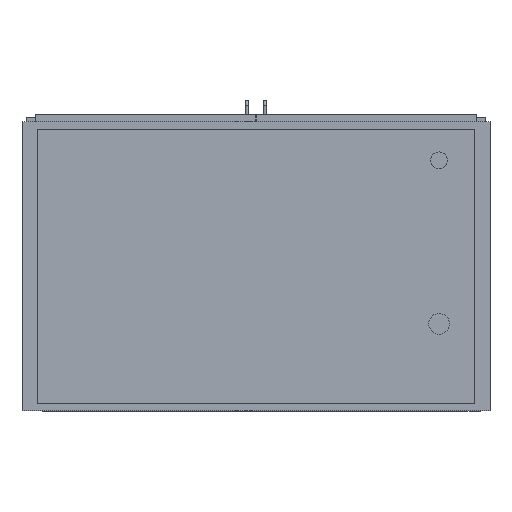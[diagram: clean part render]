
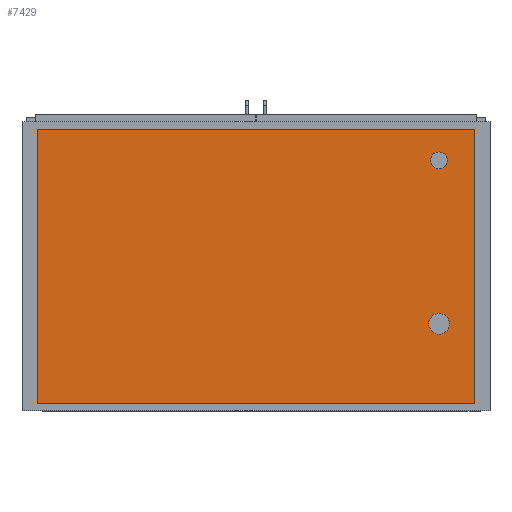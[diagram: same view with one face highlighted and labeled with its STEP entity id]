
A CAD part, front view. The second image highlights one B-rep face of the part: STEP entity #7429.
In plain terms, the highlighted planar face has unit normal (0, -1, 0).
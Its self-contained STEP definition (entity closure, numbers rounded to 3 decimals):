
#100=FACE_BOUND('',#981,.T.);
#101=FACE_BOUND('',#982,.T.);
#133=PLANE('',#7944);
#531=FACE_OUTER_BOUND('',#980,.T.);
#980=EDGE_LOOP('',(#5289,#5290,#5291,#5292));
#981=EDGE_LOOP('',(#5293));
#982=EDGE_LOOP('',(#5294));
#1451=LINE('',#10601,#2409);
#1454=LINE('',#10607,#2412);
#1457=LINE('',#10613,#2415);
#1460=LINE('',#10617,#2418);
#2409=VECTOR('',#8528,10.);
#2412=VECTOR('',#8533,10.);
#2415=VECTOR('',#8538,10.);
#2418=VECTOR('',#8543,10.);
#3352=CIRCLE('',#7928,20.);
#3354=CIRCLE('',#7932,25.);
#3460=VERTEX_POINT('',#10558);
#3462=VERTEX_POINT('',#10565);
#3473=VERTEX_POINT('',#10598);
#3474=VERTEX_POINT('',#10600);
#3476=VERTEX_POINT('',#10606);
#3478=VERTEX_POINT('',#10612);
#4171=EDGE_CURVE('',#3460,#3460,#3352,.T.);
#4174=EDGE_CURVE('',#3462,#3462,#3354,.T.);
#4189=EDGE_CURVE('',#3474,#3473,#1451,.T.);
#4192=EDGE_CURVE('',#3476,#3474,#1454,.T.);
#4195=EDGE_CURVE('',#3478,#3476,#1457,.T.);
#4198=EDGE_CURVE('',#3473,#3478,#1460,.T.);
#5289=ORIENTED_EDGE('',*,*,#4198,.T.);
#5290=ORIENTED_EDGE('',*,*,#4195,.T.);
#5291=ORIENTED_EDGE('',*,*,#4192,.T.);
#5292=ORIENTED_EDGE('',*,*,#4189,.T.);
#5293=ORIENTED_EDGE('',*,*,#4171,.T.);
#5294=ORIENTED_EDGE('',*,*,#4174,.T.);
#7429=ADVANCED_FACE('',(#531,#100,#101),#133,.T.);
#7928=AXIS2_PLACEMENT_3D('',#10560,#8489,#8490);
#7932=AXIS2_PLACEMENT_3D('',#10567,#8498,#8499);
#7944=AXIS2_PLACEMENT_3D('',#10619,#8546,#8547);
#8489=DIRECTION('center_axis',(0.,1.,0.));
#8490=DIRECTION('ref_axis',(1.,0.,0.));
#8498=DIRECTION('center_axis',(0.,1.,0.));
#8499=DIRECTION('ref_axis',(1.,0.,0.));
#8528=DIRECTION('',(-1.,0.,0.));
#8533=DIRECTION('',(0.,0.,1.));
#8538=DIRECTION('',(1.,0.,0.));
#8543=DIRECTION('',(0.,0.,-1.));
#8546=DIRECTION('center_axis',(0.,-1.,0.));
#8547=DIRECTION('ref_axis',(0.,0.,-1.));
#10558=CARTESIAN_POINT('',(420.,-370.,255.));
#10560=CARTESIAN_POINT('Origin',(440.,-370.,255.));
#10565=CARTESIAN_POINT('',(415.,-370.,-138.));
#10567=CARTESIAN_POINT('Origin',(440.,-370.,-138.));
#10598=CARTESIAN_POINT('',(-525.,-370.,330.));
#10600=CARTESIAN_POINT('',(525.,-370.,330.));
#10601=CARTESIAN_POINT('',(-525.,-370.,330.));
#10606=CARTESIAN_POINT('',(525.,-370.,-330.));
#10607=CARTESIAN_POINT('',(525.,-370.,330.));
#10612=CARTESIAN_POINT('',(-525.,-370.,-330.));
#10613=CARTESIAN_POINT('',(525.,-370.,-330.));
#10617=CARTESIAN_POINT('',(-525.,-370.,-330.));
#10619=CARTESIAN_POINT('Origin',(0.,-370.,0.));
